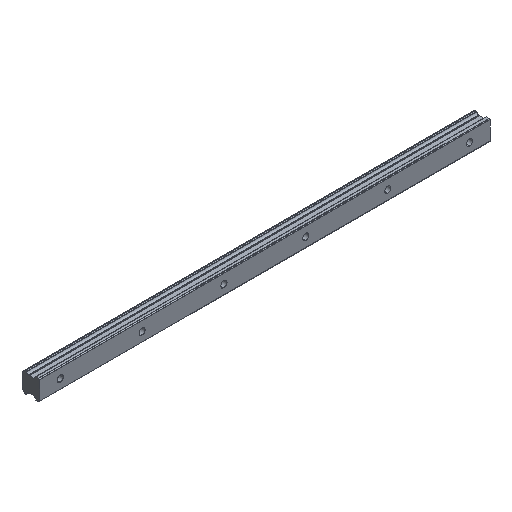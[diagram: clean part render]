
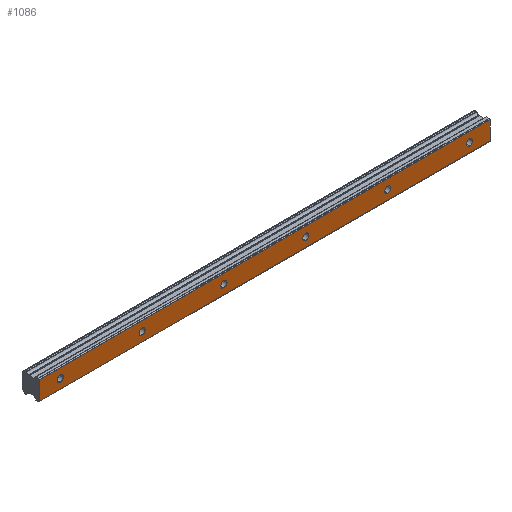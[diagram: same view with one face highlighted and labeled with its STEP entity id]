
A CAD part, isometric view. The second image highlights one B-rep face of the part: STEP entity #1086.
In plain terms, the highlighted planar face has unit normal (0, -1, 0).
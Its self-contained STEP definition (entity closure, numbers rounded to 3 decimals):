
#25 = EDGE_LOOP ( 'NONE', ( #1683, #982 ) ) ;
#36 = VECTOR ( 'NONE', #1882, 1000. ) ;
#40 = DIRECTION ( 'NONE',  ( 0., -1., 0. ) ) ;
#47 = LINE ( 'NONE', #255, #2108 ) ;
#65 = DIRECTION ( 'NONE',  ( 0., 0., 1. ) ) ;
#76 = CARTESIAN_POINT ( 'NONE',  ( 300., 0., 0. ) ) ;
#79 = CIRCLE ( 'NONE', #1762, 2.25 ) ;
#81 = CARTESIAN_POINT ( 'NONE',  ( 0., 0., 0. ) ) ;
#85 = DIRECTION ( 'NONE',  ( 0., -1., 0. ) ) ;
#96 = ORIENTED_EDGE ( 'NONE', *, *, #850, .F. ) ;
#103 = EDGE_LOOP ( 'NONE', ( #846, #2315 ) ) ;
#112 = EDGE_CURVE ( 'NONE', #641, #1828, #47, .T. ) ;
#159 = EDGE_CURVE ( 'NONE', #1224, #941, #1544, .T. ) ;
#163 = DIRECTION ( 'NONE',  ( 0., 0., 1. ) ) ;
#180 = DIRECTION ( 'NONE',  ( 0., -1., 0. ) ) ;
#184 = CARTESIAN_POINT ( 'NONE',  ( 60., 0., -2.25 ) ) ;
#228 = EDGE_LOOP ( 'NONE', ( #96, #1636, #822, #1950 ) ) ;
#235 = DIRECTION ( 'NONE',  ( 0., -1., 0. ) ) ;
#255 = CARTESIAN_POINT ( 'NONE',  ( 315., 0., 6.786 ) ) ;
#282 = CARTESIAN_POINT ( 'NONE',  ( 0., 0., 2.25 ) ) ;
#338 = CIRCLE ( 'NONE', #834, 2.25 ) ;
#356 = VERTEX_POINT ( 'NONE', #184 ) ;
#389 = EDGE_LOOP ( 'NONE', ( #770, #1361 ) ) ;
#436 = EDGE_LOOP ( 'NONE', ( #1609, #1099 ) ) ;
#439 = CARTESIAN_POINT ( 'NONE',  ( -15., 0., 6.786 ) ) ;
#453 = EDGE_CURVE ( 'NONE', #1622, #1643, #1637, .T. ) ;
#462 = DIRECTION ( 'NONE',  ( 0., 0., 1. ) ) ;
#493 = EDGE_LOOP ( 'NONE', ( #1577, #2135 ) ) ;
#509 = AXIS2_PLACEMENT_3D ( 'NONE', #76, #235, #837 ) ;
#535 = CARTESIAN_POINT ( 'NONE',  ( 300., 0., 2.25 ) ) ;
#572 = FACE_BOUND ( 'NONE', #436, .T. ) ;
#577 = CIRCLE ( 'NONE', #1588, 2.25 ) ;
#611 = DIRECTION ( 'NONE',  ( 1., 0., 0. ) ) ;
#623 = EDGE_CURVE ( 'NONE', #779, #2282, #1875, .T. ) ;
#635 = CARTESIAN_POINT ( 'NONE',  ( 60., 0., 0. ) ) ;
#641 = VERTEX_POINT ( 'NONE', #1437 ) ;
#666 = AXIS2_PLACEMENT_3D ( 'NONE', #1690, #1493, #2268 ) ;
#678 = VERTEX_POINT ( 'NONE', #1647 ) ;
#696 = AXIS2_PLACEMENT_3D ( 'NONE', #913, #1251, #1091 ) ;
#710 = CARTESIAN_POINT ( 'NONE',  ( 60., 0., 0. ) ) ;
#714 = FACE_BOUND ( 'NONE', #25, .T. ) ;
#737 = CIRCLE ( 'NONE', #2109, 2.25 ) ;
#770 = ORIENTED_EDGE ( 'NONE', *, *, #1531, .F. ) ;
#778 = CARTESIAN_POINT ( 'NONE',  ( 120., 0., 0. ) ) ;
#779 = VERTEX_POINT ( 'NONE', #1575 ) ;
#784 = AXIS2_PLACEMENT_3D ( 'NONE', #2057, #2410, #1454 ) ;
#822 = ORIENTED_EDGE ( 'NONE', *, *, #112, .F. ) ;
#828 = EDGE_CURVE ( 'NONE', #1167, #678, #79, .T. ) ;
#834 = AXIS2_PLACEMENT_3D ( 'NONE', #81, #991, #1565 ) ;
#837 = DIRECTION ( 'NONE',  ( 0., 0., 1. ) ) ;
#846 = ORIENTED_EDGE ( 'NONE', *, *, #934, .F. ) ;
#850 = EDGE_CURVE ( 'NONE', #1188, #2479, #2146, .T. ) ;
#854 = DIRECTION ( 'NONE',  ( 0., -1., 0. ) ) ;
#867 = CARTESIAN_POINT ( 'NONE',  ( 180., 0., 2.25 ) ) ;
#891 = CARTESIAN_POINT ( 'NONE',  ( 240., 0., 0. ) ) ;
#904 = AXIS2_PLACEMENT_3D ( 'NONE', #1425, #85, #1021 ) ;
#905 = FACE_OUTER_BOUND ( 'NONE', #228, .T. ) ;
#913 = CARTESIAN_POINT ( 'NONE',  ( 300., 0., 0. ) ) ;
#920 = FACE_BOUND ( 'NONE', #389, .T. ) ;
#934 = EDGE_CURVE ( 'NONE', #678, #1167, #1072, .T. ) ;
#941 = VERTEX_POINT ( 'NONE', #1663 ) ;
#950 = AXIS2_PLACEMENT_3D ( 'NONE', #778, #180, #163 ) ;
#982 = ORIENTED_EDGE ( 'NONE', *, *, #453, .F. ) ;
#991 = DIRECTION ( 'NONE',  ( 0., -1., 0. ) ) ;
#994 = ORIENTED_EDGE ( 'NONE', *, *, #1861, .F. ) ;
#1004 = EDGE_CURVE ( 'NONE', #1828, #1188, #2117, .T. ) ;
#1021 = DIRECTION ( 'NONE',  ( 0., 0., 1. ) ) ;
#1030 = CARTESIAN_POINT ( 'NONE',  ( 180., 0., -2.25 ) ) ;
#1046 = CARTESIAN_POINT ( 'NONE',  ( 180., 0., 0. ) ) ;
#1063 = DIRECTION ( 'NONE',  ( 0., -1., 0. ) ) ;
#1072 = CIRCLE ( 'NONE', #2115, 2.25 ) ;
#1086 = ADVANCED_FACE ( 'NONE', ( #905, #1339, #572, #2455, #714, #1481, #920 ), #2258, .F. ) ;
#1091 = DIRECTION ( 'NONE',  ( 0., 0., 1. ) ) ;
#1099 = ORIENTED_EDGE ( 'NONE', *, *, #1166, .F. ) ;
#1166 = EDGE_CURVE ( 'NONE', #941, #1224, #2163, .T. ) ;
#1167 = VERTEX_POINT ( 'NONE', #2144 ) ;
#1188 = VERTEX_POINT ( 'NONE', #1355 ) ;
#1204 = DIRECTION ( 'NONE',  ( 0., 0., 1. ) ) ;
#1211 = VERTEX_POINT ( 'NONE', #282 ) ;
#1224 = VERTEX_POINT ( 'NONE', #535 ) ;
#1225 = EDGE_CURVE ( 'NONE', #356, #2396, #737, .T. ) ;
#1251 = DIRECTION ( 'NONE',  ( 0., -1., 0. ) ) ;
#1268 = VECTOR ( 'NONE', #1435, 1000. ) ;
#1303 = AXIS2_PLACEMENT_3D ( 'NONE', #1046, #854, #1786 ) ;
#1313 = ORIENTED_EDGE ( 'NONE', *, *, #623, .F. ) ;
#1339 = FACE_BOUND ( 'NONE', #493, .T. ) ;
#1340 = EDGE_CURVE ( 'NONE', #1643, #1622, #577, .T. ) ;
#1355 = CARTESIAN_POINT ( 'NONE',  ( 315., 0., -6.786 ) ) ;
#1361 = ORIENTED_EDGE ( 'NONE', *, *, #1225, .F. ) ;
#1416 = CARTESIAN_POINT ( 'NONE',  ( 180., 0., 0. ) ) ;
#1425 = CARTESIAN_POINT ( 'NONE',  ( 0., 0., 0. ) ) ;
#1435 = DIRECTION ( 'NONE',  ( -1., 0., 0. ) ) ;
#1437 = CARTESIAN_POINT ( 'NONE',  ( -15., 0., 6.786 ) ) ;
#1454 = DIRECTION ( 'NONE',  ( 0., 0., 1. ) ) ;
#1463 = CARTESIAN_POINT ( 'NONE',  ( 120., 0., 2.25 ) ) ;
#1481 = FACE_BOUND ( 'NONE', #2145, .T. ) ;
#1493 = DIRECTION ( 'NONE',  ( 0., 1., 0. ) ) ;
#1506 = CIRCLE ( 'NONE', #2037, 2.25 ) ;
#1531 = EDGE_CURVE ( 'NONE', #2396, #356, #1506, .T. ) ;
#1544 = CIRCLE ( 'NONE', #696, 2.25 ) ;
#1565 = DIRECTION ( 'NONE',  ( 0., 0., 1. ) ) ;
#1575 = CARTESIAN_POINT ( 'NONE',  ( 120., 0., -2.25 ) ) ;
#1577 = ORIENTED_EDGE ( 'NONE', *, *, #2044, .F. ) ;
#1581 = EDGE_CURVE ( 'NONE', #2086, #1211, #2238, .T. ) ;
#1588 = AXIS2_PLACEMENT_3D ( 'NONE', #1416, #2193, #462 ) ;
#1597 = DIRECTION ( 'NONE',  ( 0., 0., 1. ) ) ;
#1609 = ORIENTED_EDGE ( 'NONE', *, *, #159, .F. ) ;
#1622 = VERTEX_POINT ( 'NONE', #1030 ) ;
#1636 = ORIENTED_EDGE ( 'NONE', *, *, #1004, .F. ) ;
#1637 = CIRCLE ( 'NONE', #1303, 2.25 ) ;
#1643 = VERTEX_POINT ( 'NONE', #867 ) ;
#1647 = CARTESIAN_POINT ( 'NONE',  ( 240., 0., 2.25 ) ) ;
#1663 = CARTESIAN_POINT ( 'NONE',  ( 300., 0., -2.25 ) ) ;
#1683 = ORIENTED_EDGE ( 'NONE', *, *, #1340, .F. ) ;
#1690 = CARTESIAN_POINT ( 'NONE',  ( 315., 0., 6.786 ) ) ;
#1762 = AXIS2_PLACEMENT_3D ( 'NONE', #2131, #40, #1204 ) ;
#1786 = DIRECTION ( 'NONE',  ( 0., 0., 1. ) ) ;
#1802 = DIRECTION ( 'NONE',  ( 0., -1., 0. ) ) ;
#1824 = CARTESIAN_POINT ( 'NONE',  ( 60., 0., 2.25 ) ) ;
#1828 = VERTEX_POINT ( 'NONE', #2296 ) ;
#1832 = DIRECTION ( 'NONE',  ( 0., 0., 1. ) ) ;
#1857 = CARTESIAN_POINT ( 'NONE',  ( -15., 0., -6.786 ) ) ;
#1861 = EDGE_CURVE ( 'NONE', #2282, #779, #2039, .T. ) ;
#1875 = CIRCLE ( 'NONE', #784, 2.25 ) ;
#1882 = DIRECTION ( 'NONE',  ( 0., 0., -1. ) ) ;
#1950 = ORIENTED_EDGE ( 'NONE', *, *, #2019, .F. ) ;
#1966 = CARTESIAN_POINT ( 'NONE',  ( 315., 0., -6.786 ) ) ;
#2005 = VECTOR ( 'NONE', #65, 1000. ) ;
#2019 = EDGE_CURVE ( 'NONE', #2479, #641, #2175, .T. ) ;
#2037 = AXIS2_PLACEMENT_3D ( 'NONE', #635, #1802, #1597 ) ;
#2039 = CIRCLE ( 'NONE', #950, 2.25 ) ;
#2044 = EDGE_CURVE ( 'NONE', #1211, #2086, #338, .T. ) ;
#2057 = CARTESIAN_POINT ( 'NONE',  ( 120., 0., 0. ) ) ;
#2072 = DIRECTION ( 'NONE',  ( 0., -1., 0. ) ) ;
#2086 = VERTEX_POINT ( 'NONE', #2294 ) ;
#2108 = VECTOR ( 'NONE', #611, 1000. ) ;
#2109 = AXIS2_PLACEMENT_3D ( 'NONE', #710, #2072, #2388 ) ;
#2115 = AXIS2_PLACEMENT_3D ( 'NONE', #891, #1063, #1832 ) ;
#2117 = LINE ( 'NONE', #2476, #36 ) ;
#2131 = CARTESIAN_POINT ( 'NONE',  ( 240., 0., 0. ) ) ;
#2135 = ORIENTED_EDGE ( 'NONE', *, *, #1581, .F. ) ;
#2144 = CARTESIAN_POINT ( 'NONE',  ( 240., 0., -2.25 ) ) ;
#2145 = EDGE_LOOP ( 'NONE', ( #994, #1313 ) ) ;
#2146 = LINE ( 'NONE', #1966, #1268 ) ;
#2163 = CIRCLE ( 'NONE', #509, 2.25 ) ;
#2175 = LINE ( 'NONE', #439, #2005 ) ;
#2193 = DIRECTION ( 'NONE',  ( 0., -1., 0. ) ) ;
#2238 = CIRCLE ( 'NONE', #904, 2.25 ) ;
#2258 = PLANE ( 'NONE',  #666 ) ;
#2268 = DIRECTION ( 'NONE',  ( 0., 0., 1. ) ) ;
#2282 = VERTEX_POINT ( 'NONE', #1463 ) ;
#2294 = CARTESIAN_POINT ( 'NONE',  ( 0., 0., -2.25 ) ) ;
#2296 = CARTESIAN_POINT ( 'NONE',  ( 315., 0., 6.786 ) ) ;
#2315 = ORIENTED_EDGE ( 'NONE', *, *, #828, .F. ) ;
#2388 = DIRECTION ( 'NONE',  ( 0., 0., 1. ) ) ;
#2396 = VERTEX_POINT ( 'NONE', #1824 ) ;
#2410 = DIRECTION ( 'NONE',  ( 0., -1., 0. ) ) ;
#2455 = FACE_BOUND ( 'NONE', #103, .T. ) ;
#2476 = CARTESIAN_POINT ( 'NONE',  ( 315., 0., 6.786 ) ) ;
#2479 = VERTEX_POINT ( 'NONE', #1857 ) ;
